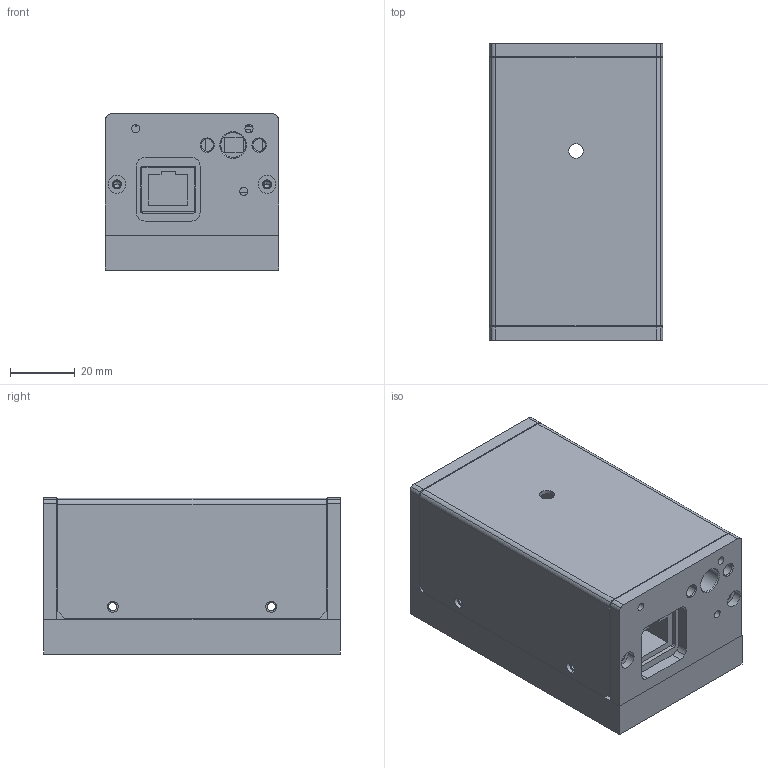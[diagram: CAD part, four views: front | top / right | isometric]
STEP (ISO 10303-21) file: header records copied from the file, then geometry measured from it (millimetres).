
FILE_DESCRIPTION (( 'STEP AP203' ), '1' );
FILE_NAME ('D-BCAM_black_revC.STEP', '2024-05-10T13:37:19', ( '' ), ( '' ), 'SwSTEP 2.0', 'SolidWorks 2021', '' );
FILE_SCHEMA (( 'CONFIG_CONTROL_DESIGN' ));
Length unit declared in the file: millimetre
Products named in the file (1): D-BCAM_black_revC
Bounding box: 53.5 x 91.29 x 48.1 mm (x, y, z)
Volume: 119397.4 mm3; surface area: 70306.4 mm2
Topology: 61 solids, 61 shells, 1094 faces, 2668 edges, 1740 vertices
Faces by surface type: plane 695, cylinder 332, cone 67
Entity records: 31901 total; most frequent: DIRECTION 5530, CARTESIAN_POINT 5462, ORIENTED_EDGE 5254, EDGE_CURVE 2627, VECTOR 1914, LINE 1914, AXIS2_PLACEMENT_3D 1808, VERTEX_POINT 1740
